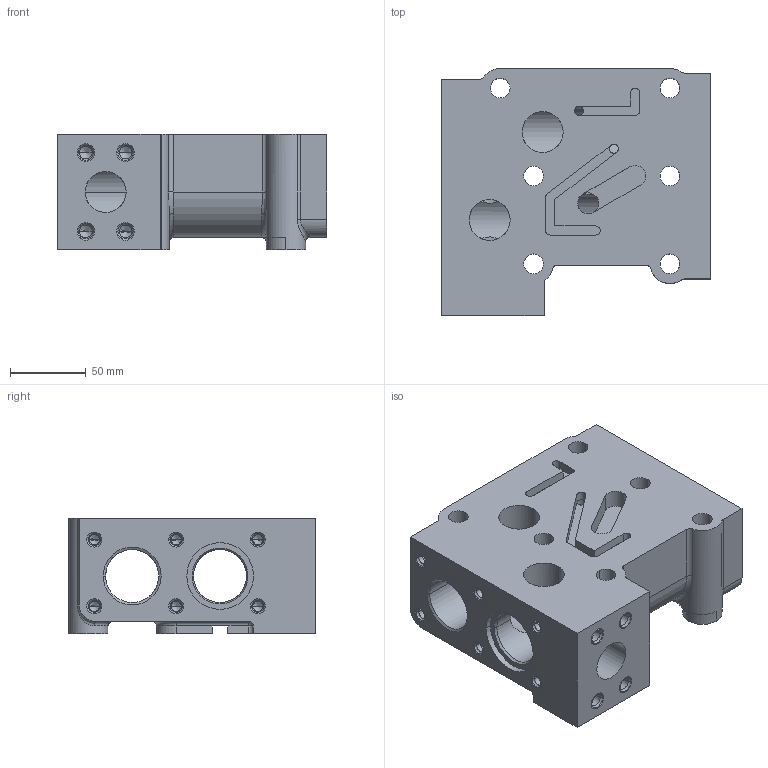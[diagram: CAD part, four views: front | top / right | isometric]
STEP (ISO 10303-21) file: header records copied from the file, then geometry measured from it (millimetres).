
FILE_DESCRIPTION((''),'2;1');
FILE_NAME('7555H-1712172-10_57118','2021-07-02T',('48484'),(''),'PRO/ENGINEER BY PARAMETRIC TECHNOLOGY CORPORATION, 2014440','PRO/ENGINEER BY PARAMETRIC TECHNOLOGY CORPORATION, 2014440','');
FILE_SCHEMA(('CONFIG_CONTROL_DESIGN'));
Length unit declared in the file: millimetre
Products named in the file (1): 7555H-1712172-10_57118
Bounding box: 178 x 163 x 76 mm (x, y, z)
Volume: 1179402.5 mm3; surface area: 180636 mm2
Topology: 1 solids, 18 shells, 309 faces, 809 edges, 499 vertices
Faces by surface type: cylinder 145, cone 68, plane 62, bspline 19, torus 12, sphere 3
Entity records: 22487 total; most frequent: CARTESIAN_POINT 14853, DIRECTION 1650, ORIENTED_EDGE 1510, EDGE_CURVE 789, AXIS2_PLACEMENT_3D 664, VERTEX_POINT 499, CIRCLE 373, EDGE_LOOP 372
